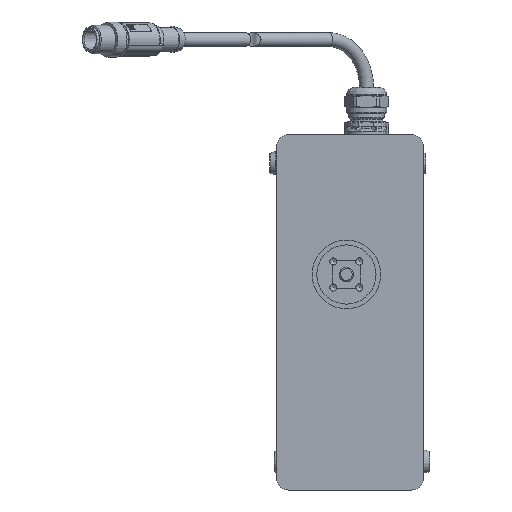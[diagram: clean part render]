
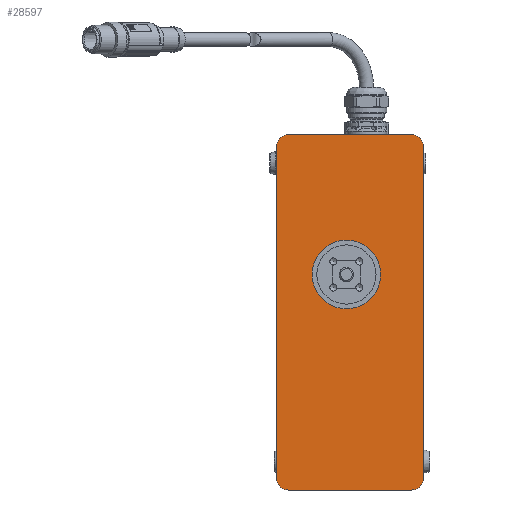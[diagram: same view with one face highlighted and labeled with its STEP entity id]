
A CAD part, front view. The second image highlights one B-rep face of the part: STEP entity #28597.
In plain terms, the highlighted planar face has unit normal (0, -1, 0).
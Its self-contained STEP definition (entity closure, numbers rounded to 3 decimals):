
#1223 = ORIENTED_EDGE ( 'NONE', *, *, #73111, .F. ) ;
#1766 = CARTESIAN_POINT ( 'NONE',  ( -72.937, 126.425, 120.693 ) ) ;
#2111 = CARTESIAN_POINT ( 'NONE',  ( -15.937, 126.425, 265.693 ) ) ;
#2388 = DIRECTION ( 'NONE',  ( 0., 1., 0. ) ) ;
#2562 = ORIENTED_EDGE ( 'NONE', *, *, #74199, .T. ) ;
#3071 = ORIENTED_EDGE ( 'NONE', *, *, #25330, .T. ) ;
#5227 = EDGE_CURVE ( 'NONE', #32704, #67822, #10742, .T. ) ;
#7043 = VECTOR ( 'NONE', #7174, 1000. ) ;
#7174 = DIRECTION ( 'NONE',  ( 1., 0., 0. ) ) ;
#7923 = LINE ( 'NONE', #74049, #14432 ) ;
#9607 = DIRECTION ( 'NONE',  ( 0., 0., -1. ) ) ;
#10650 = CARTESIAN_POINT ( 'NONE',  ( -15.937, 126.425, 270.693 ) ) ;
#10742 = CIRCLE ( 'NONE', #74911, 5. ) ;
#12436 = FACE_BOUND ( 'NONE', #40835, .T. ) ;
#12710 = VECTOR ( 'NONE', #50921, 1000. ) ;
#13538 = DIRECTION ( 'NONE',  ( -1., 0., 0. ) ) ;
#14432 = VECTOR ( 'NONE', #13538, 1000. ) ;
#14551 = AXIS2_PLACEMENT_3D ( 'NONE', #74388, #2388, #45113 ) ;
#14681 = LINE ( 'NONE', #1766, #12710 ) ;
#17340 = CARTESIAN_POINT ( 'NONE',  ( -10.937, 126.425, 265.693 ) ) ;
#17793 = EDGE_CURVE ( 'NONE', #33303, #19806, #32788, .T. ) ;
#18336 = VECTOR ( 'NONE', #9607, 1000. ) ;
#18745 = ORIENTED_EDGE ( 'NONE', *, *, #19902, .F. ) ;
#19806 = VERTEX_POINT ( 'NONE', #10650 ) ;
#19902 = EDGE_CURVE ( 'NONE', #32704, #25610, #7923, .T. ) ;
#20501 = DIRECTION ( 'NONE',  ( 0., -1., 0. ) ) ;
#21312 = CIRCLE ( 'NONE', #14551, 14.5 ) ;
#25094 = EDGE_CURVE ( 'NONE', #71808, #47288, #14681, .T. ) ;
#25330 = EDGE_CURVE ( 'NONE', #57993, #57993, #21312, .T. ) ;
#25610 = VERTEX_POINT ( 'NONE', #37336 ) ;
#25833 = ORIENTED_EDGE ( 'NONE', *, *, #30823, .T. ) ;
#26711 = ORIENTED_EDGE ( 'NONE', *, *, #17793, .F. ) ;
#26764 = DIRECTION ( 'NONE',  ( 0., 0., 1. ) ) ;
#27357 = ORIENTED_EDGE ( 'NONE', *, *, #5227, .T. ) ;
#27778 = CARTESIAN_POINT ( 'NONE',  ( -67.937, 126.425, 270.693 ) ) ;
#28597 = ADVANCED_FACE ( 'NONE', ( #12436, #42887 ), #67299, .F. ) ;
#30823 = EDGE_CURVE ( 'NONE', #33303, #47288, #39346, .T. ) ;
#32604 = CARTESIAN_POINT ( 'NONE',  ( -67.937, 126.425, 125.693 ) ) ;
#32704 = VERTEX_POINT ( 'NONE', #69773 ) ;
#32788 = LINE ( 'NONE', #37514, #7043 ) ;
#33303 = VERTEX_POINT ( 'NONE', #27778 ) ;
#34669 = AXIS2_PLACEMENT_3D ( 'NONE', #32604, #69447, #26764 ) ;
#35203 = AXIS2_PLACEMENT_3D ( 'NONE', #2111, #20501, #50492 ) ;
#37336 = CARTESIAN_POINT ( 'NONE',  ( -67.937, 126.425, 120.693 ) ) ;
#37514 = CARTESIAN_POINT ( 'NONE',  ( -10.937, 126.425, 270.693 ) ) ;
#39346 = CIRCLE ( 'NONE', #54818, 5. ) ;
#39611 = DIRECTION ( 'NONE',  ( 0., 0., 1. ) ) ;
#40835 = EDGE_LOOP ( 'NONE', ( #3071 ) ) ;
#42741 = CARTESIAN_POINT ( 'NONE',  ( -67.937, 126.425, 265.693 ) ) ;
#42887 = FACE_OUTER_BOUND ( 'NONE', #59736, .T. ) ;
#43172 = CARTESIAN_POINT ( 'NONE',  ( -72.937, 126.425, 125.693 ) ) ;
#45113 = DIRECTION ( 'NONE',  ( 0., 0., 1. ) ) ;
#45232 = CARTESIAN_POINT ( 'NONE',  ( -72.937, 126.425, 120.693 ) ) ;
#45965 = CARTESIAN_POINT ( 'NONE',  ( -10.937, 126.425, 120.693 ) ) ;
#47288 = VERTEX_POINT ( 'NONE', #59661 ) ;
#47542 = EDGE_CURVE ( 'NONE', #71808, #25610, #47748, .T. ) ;
#47748 = CIRCLE ( 'NONE', #34669, 5. ) ;
#49082 = DIRECTION ( 'NONE',  ( 0., 0., 1. ) ) ;
#50492 = DIRECTION ( 'NONE',  ( 0., 0., 1. ) ) ;
#50921 = DIRECTION ( 'NONE',  ( 0., 0., 1. ) ) ;
#51067 = CARTESIAN_POINT ( 'NONE',  ( -10.937, 126.425, 125.693 ) ) ;
#51692 = ORIENTED_EDGE ( 'NONE', *, *, #25094, .F. ) ;
#51716 = ORIENTED_EDGE ( 'NONE', *, *, #47542, .T. ) ;
#52632 = AXIS2_PLACEMENT_3D ( 'NONE', #45232, #69396, #68348 ) ;
#54818 = AXIS2_PLACEMENT_3D ( 'NONE', #42741, #66612, #49082 ) ;
#57113 = DIRECTION ( 'NONE',  ( 0., -1., 0. ) ) ;
#57993 = VERTEX_POINT ( 'NONE', #74520 ) ;
#59661 = CARTESIAN_POINT ( 'NONE',  ( -72.937, 126.425, 265.693 ) ) ;
#59736 = EDGE_LOOP ( 'NONE', ( #51692, #51716, #18745, #27357, #1223, #2562, #26711, #25833 ) ) ;
#60681 = CIRCLE ( 'NONE', #35203, 5. ) ;
#66612 = DIRECTION ( 'NONE',  ( 0., -1., 0. ) ) ;
#66780 = LINE ( 'NONE', #45965, #18336 ) ;
#67299 = PLANE ( 'NONE',  #52632 ) ;
#67822 = VERTEX_POINT ( 'NONE', #51067 ) ;
#68348 = DIRECTION ( 'NONE',  ( 0., 0., 1. ) ) ;
#69396 = DIRECTION ( 'NONE',  ( 0., 1., 0. ) ) ;
#69447 = DIRECTION ( 'NONE',  ( 0., -1., 0. ) ) ;
#69773 = CARTESIAN_POINT ( 'NONE',  ( -15.937, 126.425, 120.693 ) ) ;
#71808 = VERTEX_POINT ( 'NONE', #43172 ) ;
#72228 = VERTEX_POINT ( 'NONE', #17340 ) ;
#73111 = EDGE_CURVE ( 'NONE', #72228, #67822, #66780, .T. ) ;
#74049 = CARTESIAN_POINT ( 'NONE',  ( -10.937, 126.425, 120.693 ) ) ;
#74199 = EDGE_CURVE ( 'NONE', #72228, #19806, #60681, .T. ) ;
#74388 = CARTESIAN_POINT ( 'NONE',  ( -43.437, 126.425, 211.693 ) ) ;
#74520 = CARTESIAN_POINT ( 'NONE',  ( -43.437, 126.425, 226.193 ) ) ;
#74911 = AXIS2_PLACEMENT_3D ( 'NONE', #75653, #57113, #39611 ) ;
#75653 = CARTESIAN_POINT ( 'NONE',  ( -15.937, 126.425, 125.693 ) ) ;
